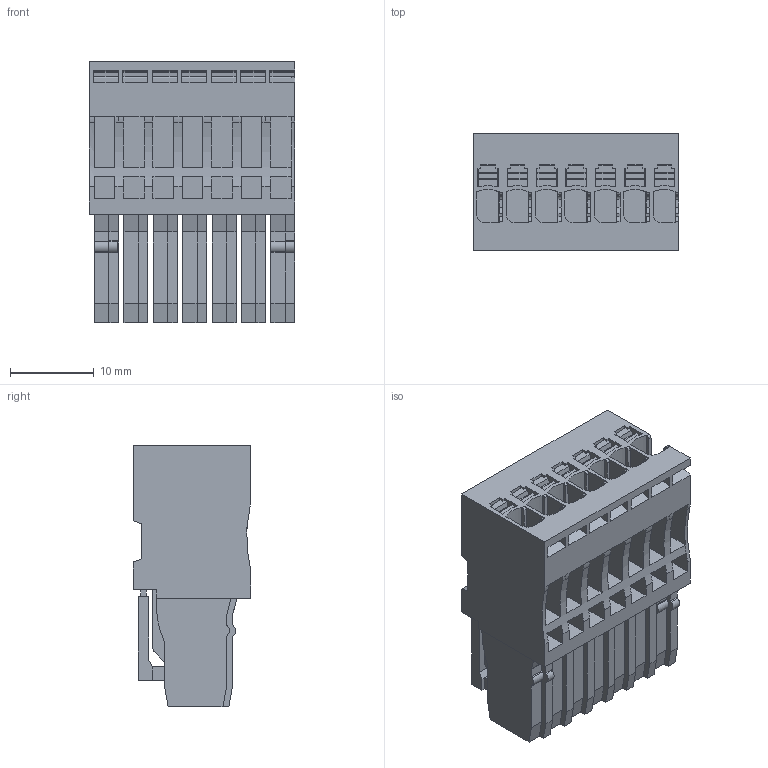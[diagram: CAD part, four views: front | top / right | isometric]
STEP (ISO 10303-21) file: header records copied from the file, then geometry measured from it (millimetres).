
FILE_DESCRIPTION(('CATIA V5R24 STEP','CAx-IF Rec.Pracs.--- Model Styling and Organization---1.2---2011-12-15'),'2;1');
FILE_NAME ('D1462756_0', '2017-02-15T07:47:23+00:00', ('Weidmueller Interface'), ('Weidmueller'), 'CATIA Version 5-6 Release 2014 SP4 HF52', 'CATIA V5 STEP AP214', 'none');
FILE_SCHEMA(('AUTOMOTIVE_DESIGN { 1 0 10303 214 1 1 1 1 }'));
Length unit declared in the file: millimetre
Products named in the file (1): v5-standard_part
Bounding box: 24.5 x 14 x 31.15 mm (x, y, z)
Volume: 6627.2 mm3; surface area: 8678.6 mm2
Topology: 8 solids, 51 shells, 1804 faces, 4982 edges, 3320 vertices
Faces by surface type: plane 1354, cylinder 450
Entity records: 55771 total; most frequent: CARTESIAN_POINT 10405, ORIENTED_EDGE 9964, DIRECTION 7279, EDGE_CURVE 4982, VECTOR 4012, LINE 4012, VERTEX_POINT 3320, AXIS2_PLACEMENT_3D 2072
